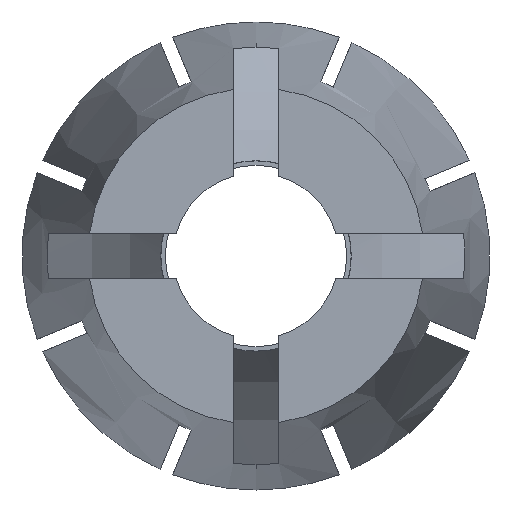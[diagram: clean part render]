
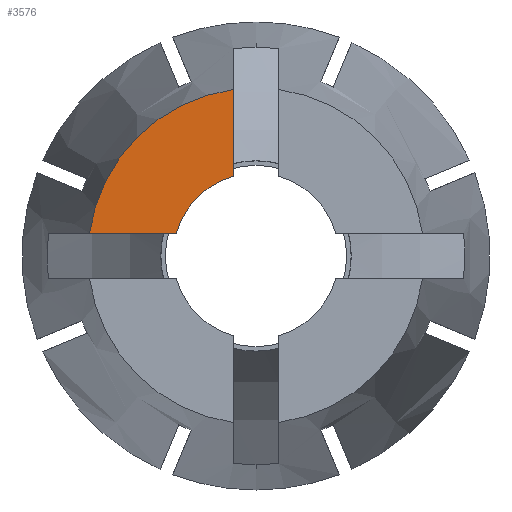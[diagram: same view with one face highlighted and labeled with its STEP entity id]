
A CAD part, left-side view. The second image highlights one B-rep face of the part: STEP entity #3576.
In plain terms, the highlighted planar face has unit normal (-1, 0, 0).
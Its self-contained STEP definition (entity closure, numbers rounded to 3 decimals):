
#45 = ORIENTED_EDGE ( 'NONE', *, *, #3853, .T. ) ;
#54 = DIRECTION ( 'NONE',  ( 0., 0., 1. ) ) ;
#268 = LINE ( 'NONE', #1546, #358 ) ;
#324 = EDGE_CURVE ( 'NONE', #1479, #1408, #686, .T. ) ;
#332 = CARTESIAN_POINT ( 'NONE',  ( -34., 0., 0. ) ) ;
#335 = CARTESIAN_POINT ( 'NONE',  ( -34., 1.25, 0. ) ) ;
#351 = DIRECTION ( 'NONE',  ( 1., 0., 0. ) ) ;
#358 = VECTOR ( 'NONE', #2792, 1000. ) ;
#386 = DIRECTION ( 'NONE',  ( 0., 0., -1. ) ) ;
#513 = CARTESIAN_POINT ( 'NONE',  ( -34., 1.25, 9.183 ) ) ;
#686 = CIRCLE ( 'NONE', #3630, 9.268 ) ;
#951 = VECTOR ( 'NONE', #2530, 1000. ) ;
#1257 = CARTESIAN_POINT ( 'NONE',  ( -34., 0., 0. ) ) ;
#1408 = VERTEX_POINT ( 'NONE', #513 ) ;
#1479 = VERTEX_POINT ( 'NONE', #3359 ) ;
#1546 = CARTESIAN_POINT ( 'NONE',  ( -34., -9.268, 1.25 ) ) ;
#1568 = DIRECTION ( 'NONE',  ( 0., 0., -1. ) ) ;
#1628 = PLANE ( 'NONE',  #2517 ) ;
#1730 = CARTESIAN_POINT ( 'NONE',  ( -34., 4.406, 1.25 ) ) ;
#1933 = CARTESIAN_POINT ( 'NONE',  ( -34., -9.268, 0. ) ) ;
#1946 = DIRECTION ( 'NONE',  ( -1., 0., 0. ) ) ;
#1953 = ORIENTED_EDGE ( 'NONE', *, *, #324, .F. ) ;
#1965 = AXIS2_PLACEMENT_3D ( 'NONE', #1257, #3459, #1568 ) ;
#2030 = VERTEX_POINT ( 'NONE', #1730 ) ;
#2162 = FACE_OUTER_BOUND ( 'NONE', #2740, .T. ) ;
#2357 = ORIENTED_EDGE ( 'NONE', *, *, #2919, .T. ) ;
#2517 = AXIS2_PLACEMENT_3D ( 'NONE', #1933, #1946, #54 ) ;
#2530 = DIRECTION ( 'NONE',  ( 0., 0., 1. ) ) ;
#2583 = EDGE_CURVE ( 'NONE', #2030, #1479, #268, .T. ) ;
#2587 = ORIENTED_EDGE ( 'NONE', *, *, #2583, .F. ) ;
#2740 = EDGE_LOOP ( 'NONE', ( #45, #2357, #1953, #2587 ) ) ;
#2792 = DIRECTION ( 'NONE',  ( 0., 1., 0. ) ) ;
#2919 = EDGE_CURVE ( 'NONE', #3913, #1408, #3574, .T. ) ;
#3359 = CARTESIAN_POINT ( 'NONE',  ( -34., 9.183, 1.25 ) ) ;
#3459 = DIRECTION ( 'NONE',  ( 1., 0., 0. ) ) ;
#3520 = CARTESIAN_POINT ( 'NONE',  ( -34., 1.25, 4.406 ) ) ;
#3574 = LINE ( 'NONE', #335, #951 ) ;
#3576 = ADVANCED_FACE ( 'NONE', ( #2162 ), #1628, .T. ) ;
#3630 = AXIS2_PLACEMENT_3D ( 'NONE', #332, #351, #386 ) ;
#3803 = CIRCLE ( 'NONE', #1965, 4.58 ) ;
#3853 = EDGE_CURVE ( 'NONE', #2030, #3913, #3803, .T. ) ;
#3913 = VERTEX_POINT ( 'NONE', #3520 ) ;
